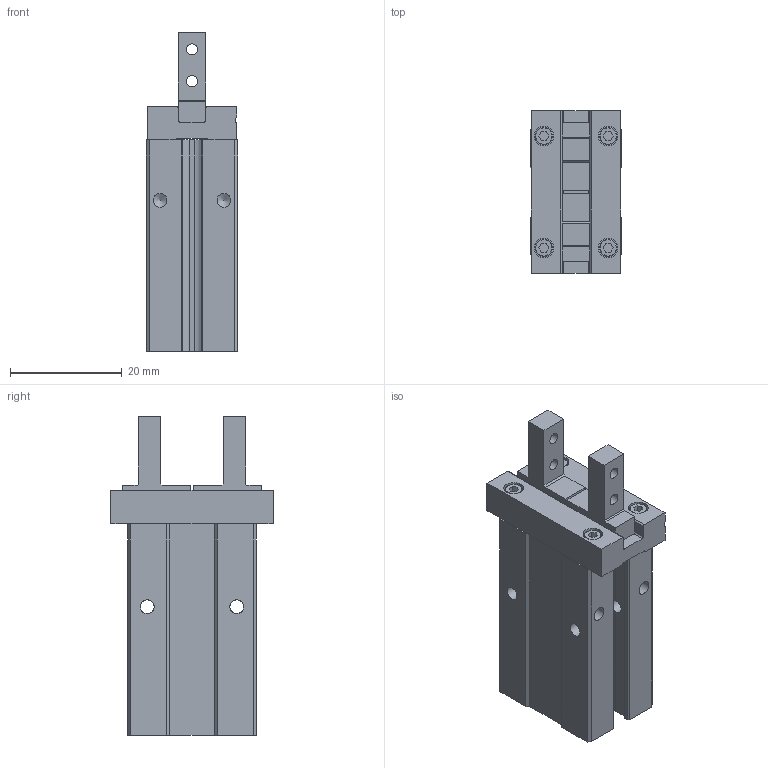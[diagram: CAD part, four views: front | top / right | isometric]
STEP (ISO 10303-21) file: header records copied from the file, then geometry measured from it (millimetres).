
FILE_DESCRIPTION( ( 'STEP AP214' ), '1' );
FILE_NAME( 'MCHC-10(11.2).stp', '2020-01-31T15:34:36', ( '' ), ( '' ), ' ', 'PARTsolutions', ' ' );
FILE_SCHEMA( ( 'AUTOMOTIVE_DESIGN { 1 0 10303 214 1 1 1 1 }' ) );
Length unit declared in the file: millimetre
Products named in the file (3): MCHC-10(11.2); _MCHC-10_(b); _MCHC-10_(f)
Assembly tree (3 placements, depth 2):
  MCHC-10(11.2)
    _MCHC-10_(b)
    _MCHC-10_(f)  x2
Bounding box: 16.4 x 29 x 57 mm (x, y, z)
Volume: 14948.4 mm3; surface area: 7353.6 mm2
Topology: 3 solids, 3 shells, 193 faces, 510 edges, 330 vertices
Faces by surface type: plane 130, cylinder 45, cone 18
Full cylindrical faces by diameter (mm): 0.5 x2, 0.9 x2, 2 x1, 2.013 x4, 2.459 x10, 3.1 x4, 3.5 x4, 11 x1
Entity records: 6604 total; most frequent: CARTESIAN_POINT 938, DIRECTION 866, ORIENTED_EDGE 804, EDGE_CURVE 402, LINE 292, VECTOR 292, AXIS2_PLACEMENT_3D 287, VERTEX_POINT 287
